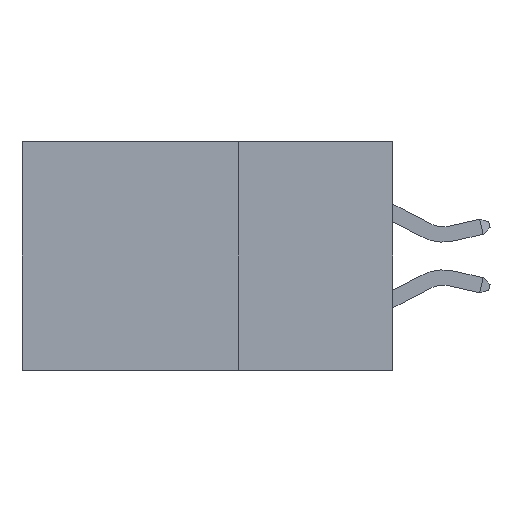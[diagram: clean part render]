
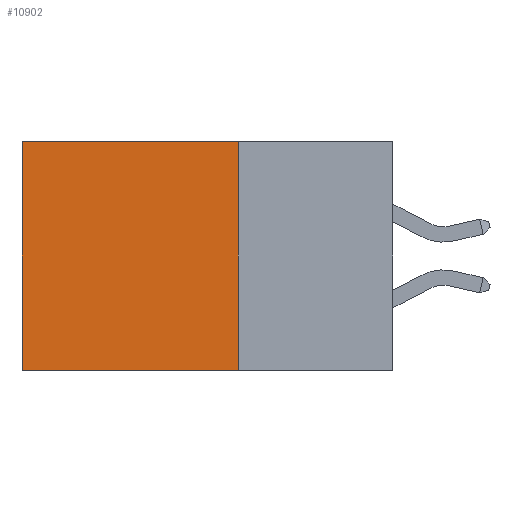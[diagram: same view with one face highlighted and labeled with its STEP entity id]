
A CAD part, left-side view. The second image highlights one B-rep face of the part: STEP entity #10902.
In plain terms, the highlighted planar face has unit normal (-1, 0, 0).
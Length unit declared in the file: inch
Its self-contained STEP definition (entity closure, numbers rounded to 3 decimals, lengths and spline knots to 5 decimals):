
#875 = EDGE_CURVE ( 'NONE', #11461, #10517, #5390, .T. ) ;
#1283 = ORIENTED_EDGE ( 'NONE', *, *, #11057, .F. ) ;
#2094 = VECTOR ( 'NONE', #9670, 39.37008 ) ;
#2159 = VECTOR ( 'NONE', #5455, 39.37008 ) ;
#2539 = VECTOR ( 'NONE', #5103, 39.37008 ) ;
#2743 = AXIS2_PLACEMENT_3D ( 'NONE', #4211, #11744, #5518 ) ;
#3659 = VECTOR ( 'NONE', #9083, 39.37008 ) ;
#4211 = CARTESIAN_POINT ( 'NONE',  ( 0.2875, 0.25, 0. ) ) ;
#4285 = CARTESIAN_POINT ( 'NONE',  ( 0.2875, 0.6, 0. ) ) ;
#5092 = CARTESIAN_POINT ( 'NONE',  ( 0.2875, 0.25, -0.37 ) ) ;
#5103 = DIRECTION ( 'NONE',  ( 0., 0., -1. ) ) ;
#5346 = ORIENTED_EDGE ( 'NONE', *, *, #9349, .T. ) ;
#5390 = LINE ( 'NONE', #6087, #2094 ) ;
#5455 = DIRECTION ( 'NONE',  ( 0., 0., -1. ) ) ;
#5518 = DIRECTION ( 'NONE',  ( 0., 0., -1. ) ) ;
#5554 = CARTESIAN_POINT ( 'NONE',  ( 0.2875, 0.25, 0. ) ) ;
#6087 = CARTESIAN_POINT ( 'NONE',  ( 0.2875, 0.25, 0. ) ) ;
#6273 = CARTESIAN_POINT ( 'NONE',  ( 0.2875, 0.25, -0.37 ) ) ;
#6387 = VERTEX_POINT ( 'NONE', #14356 ) ;
#7544 = VERTEX_POINT ( 'NONE', #5092 ) ;
#7737 = LINE ( 'NONE', #6273, #3659 ) ;
#7843 = ORIENTED_EDGE ( 'NONE', *, *, #15918, .F. ) ;
#8403 = LINE ( 'NONE', #8461, #2539 ) ;
#8461 = CARTESIAN_POINT ( 'NONE',  ( 0.2875, 0.6, 0. ) ) ;
#9083 = DIRECTION ( 'NONE',  ( 0., 1., 0. ) ) ;
#9206 = CARTESIAN_POINT ( 'NONE',  ( 0.2875, 0.25, 0. ) ) ;
#9349 = EDGE_CURVE ( 'NONE', #10517, #6387, #8403, .T. ) ;
#9670 = DIRECTION ( 'NONE',  ( 0., 1., 0. ) ) ;
#10517 = VERTEX_POINT ( 'NONE', #4285 ) ;
#10701 = PLANE ( 'NONE',  #2743 ) ;
#10902 = ADVANCED_FACE ( 'NONE', ( #16221 ), #10701, .F. ) ;
#11057 = EDGE_CURVE ( 'NONE', #7544, #6387, #7737, .T. ) ;
#11458 = EDGE_LOOP ( 'NONE', ( #5346, #1283, #7843, #14658 ) ) ;
#11461 = VERTEX_POINT ( 'NONE', #9206 ) ;
#11744 = DIRECTION ( 'NONE',  ( 1., 0., 0. ) ) ;
#14356 = CARTESIAN_POINT ( 'NONE',  ( 0.2875, 0.6, -0.37 ) ) ;
#14658 = ORIENTED_EDGE ( 'NONE', *, *, #875, .T. ) ;
#15918 = EDGE_CURVE ( 'NONE', #11461, #7544, #16084, .T. ) ;
#16084 = LINE ( 'NONE', #5554, #2159 ) ;
#16221 = FACE_OUTER_BOUND ( 'NONE', #11458, .T. ) ;
